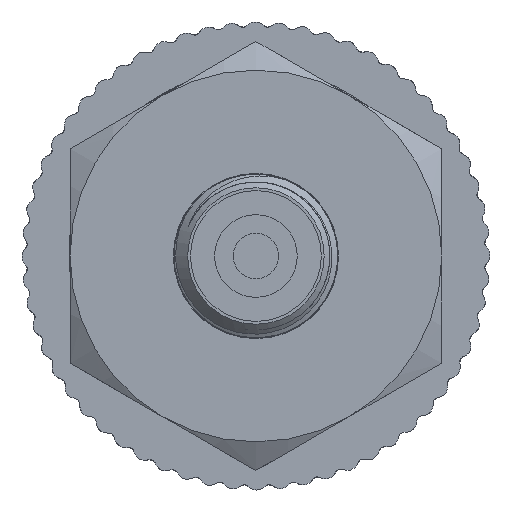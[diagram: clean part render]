
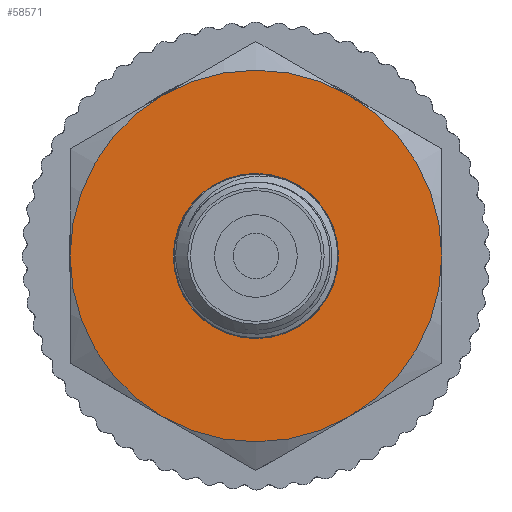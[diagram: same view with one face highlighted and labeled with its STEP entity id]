
A CAD part, left-side view. The second image highlights one B-rep face of the part: STEP entity #58571.
In plain terms, the highlighted face is planar.
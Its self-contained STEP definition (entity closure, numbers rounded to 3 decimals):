
#4459=FACE_BOUND('',#15320,.T.);
#7603=PLANE('',#66314);
#11395=FACE_OUTER_BOUND('',#15319,.T.);
#15319=EDGE_LOOP('',(#54413));
#15320=EDGE_LOOP('',(#54414));
#16056=CIRCLE('',#66313,13.5);
#16057=CIRCLE('',#66315,6.);
#27892=VERTEX_POINT('',#131216);
#27893=VERTEX_POINT('',#131220);
#36736=EDGE_CURVE('',#27892,#27892,#16056,.T.);
#36738=EDGE_CURVE('',#27893,#27893,#16057,.T.);
#54413=ORIENTED_EDGE('',*,*,#36736,.T.);
#54414=ORIENTED_EDGE('',*,*,#36738,.F.);
#58571=ADVANCED_FACE('',(#11395,#4459),#7603,.T.);
#66313=AXIS2_PLACEMENT_3D('',#131217,#84099,#84100);
#66314=AXIS2_PLACEMENT_3D('',#131219,#84102,#84103);
#66315=AXIS2_PLACEMENT_3D('',#131221,#84104,#84105);
#84099=DIRECTION('center_axis',(1.,0.,0.));
#84100=DIRECTION('ref_axis',(0.,0.,-1.));
#84102=DIRECTION('center_axis',(1.,0.,0.));
#84103=DIRECTION('ref_axis',(0.,0.,-1.));
#84104=DIRECTION('center_axis',(1.,0.,0.));
#84105=DIRECTION('ref_axis',(0.,0.,-1.));
#131216=CARTESIAN_POINT('',(-11.,-13.5,0.));
#131217=CARTESIAN_POINT('Origin',(-11.,0.,0.));
#131219=CARTESIAN_POINT('Origin',(-11.,6.,0.));
#131220=CARTESIAN_POINT('',(-11.,0.,6.));
#131221=CARTESIAN_POINT('Origin',(-11.,0.,0.));
